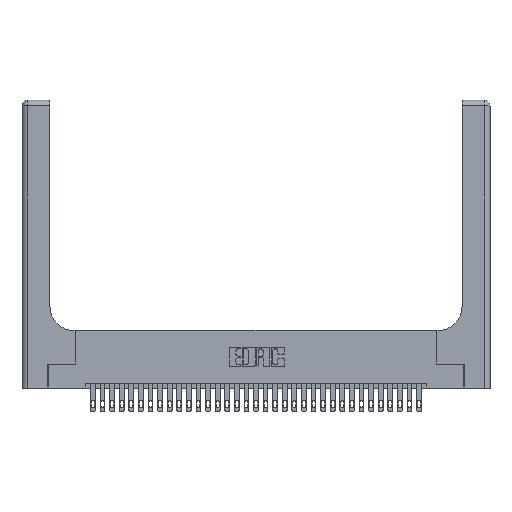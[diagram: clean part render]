
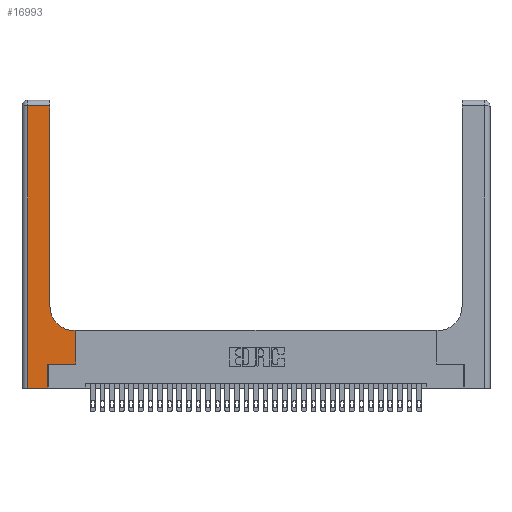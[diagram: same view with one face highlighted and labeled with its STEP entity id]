
A CAD part, top view. The second image highlights one B-rep face of the part: STEP entity #16993.
In plain terms, the highlighted planar face has unit normal (0, 0, 1).
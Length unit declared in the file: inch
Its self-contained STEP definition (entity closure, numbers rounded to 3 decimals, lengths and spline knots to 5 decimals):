
#293 = LINE ( 'NONE', #18292, #15694 ) ;
#385 = VERTEX_POINT ( 'NONE', #22610 ) ;
#552 = CARTESIAN_POINT ( 'NONE',  ( 0.269, 0., 0.37 ) ) ;
#611 = LINE ( 'NONE', #6461, #28984 ) ;
#1023 = CARTESIAN_POINT ( 'NONE',  ( 0.2915, 0.85, 0.37 ) ) ;
#1764 = LINE ( 'NONE', #552, #23243 ) ;
#1844 = CARTESIAN_POINT ( 'NONE',  ( 0.06, 2.94, 0.37 ) ) ;
#2094 = DIRECTION ( 'NONE',  ( 1., 0., 0. ) ) ;
#2709 = CARTESIAN_POINT ( 'NONE',  ( 0.269, 0.25, 0.37 ) ) ;
#3384 = DIRECTION ( 'NONE',  ( 0., 0., -1. ) ) ;
#4101 = DIRECTION ( 'NONE',  ( 0., 1., 0. ) ) ;
#4599 = VERTEX_POINT ( 'NONE', #6290 ) ;
#5284 = ORIENTED_EDGE ( 'NONE', *, *, #6594, .T. ) ;
#6205 = ORIENTED_EDGE ( 'NONE', *, *, #19493, .T. ) ;
#6290 = CARTESIAN_POINT ( 'NONE',  ( 0.5415, 0.6, 0.37 ) ) ;
#6461 = CARTESIAN_POINT ( 'NONE',  ( 0.269, 0.25, 0.37 ) ) ;
#6594 = EDGE_CURVE ( 'NONE', #18428, #8012, #293, .T. ) ;
#7128 = PLANE ( 'NONE',  #26296 ) ;
#7442 = DIRECTION ( 'NONE',  ( 0., 0., -1. ) ) ;
#7986 = VECTOR ( 'NONE', #11121, 39.37008 ) ;
#8012 = VERTEX_POINT ( 'NONE', #1844 ) ;
#8231 = ORIENTED_EDGE ( 'NONE', *, *, #12172, .T. ) ;
#8248 = ORIENTED_EDGE ( 'NONE', *, *, #29868, .T. ) ;
#8420 = ORIENTED_EDGE ( 'NONE', *, *, #12022, .T. ) ;
#8500 = CARTESIAN_POINT ( 'NONE',  ( 0.2915, 0.6, 0.37 ) ) ;
#8650 = DIRECTION ( 'NONE',  ( 0., -1., 0. ) ) ;
#8748 = VERTEX_POINT ( 'NONE', #1023 ) ;
#8983 = AXIS2_PLACEMENT_3D ( 'NONE', #18907, #3384, #21483 ) ;
#8986 = EDGE_CURVE ( 'NONE', #19567, #27732, #14532, .T. ) ;
#9218 = EDGE_CURVE ( 'NONE', #27732, #4599, #14112, .T. ) ;
#9503 = CARTESIAN_POINT ( 'NONE',  ( 0.2915, 3., 0.37 ) ) ;
#10246 = VECTOR ( 'NONE', #2094, 39.37008 ) ;
#11121 = DIRECTION ( 'NONE',  ( -1., 0., 0. ) ) ;
#12022 = EDGE_CURVE ( 'NONE', #385, #28388, #1764, .T. ) ;
#12172 = EDGE_CURVE ( 'NONE', #20359, #385, #17165, .T. ) ;
#12457 = DIRECTION ( 'NONE',  ( -1., 0., 0. ) ) ;
#12603 = EDGE_CURVE ( 'NONE', #8012, #20359, #13495, .T. ) ;
#13146 = VECTOR ( 'NONE', #24900, 39.37008 ) ;
#13495 = LINE ( 'NONE', #24064, #24405 ) ;
#14112 = LINE ( 'NONE', #8500, #7986 ) ;
#14532 = LINE ( 'NONE', #32325, #33147 ) ;
#15080 = CARTESIAN_POINT ( 'NONE',  ( 0.2915, 2.94, 0.37 ) ) ;
#15694 = VECTOR ( 'NONE', #19205, 39.37008 ) ;
#16802 = LINE ( 'NONE', #9503, #13146 ) ;
#16993 = ADVANCED_FACE ( 'NONE', ( #27260 ), #7128, .F. ) ;
#17165 = LINE ( 'NONE', #17637, #10246 ) ;
#17637 = CARTESIAN_POINT ( 'NONE',  ( 0., 0., 0.37 ) ) ;
#18292 = CARTESIAN_POINT ( 'NONE',  ( 0., 2.94, 0.37 ) ) ;
#18428 = VERTEX_POINT ( 'NONE', #15080 ) ;
#18612 = CIRCLE ( 'NONE', #8983, 0.25 ) ;
#18678 = DIRECTION ( 'NONE',  ( 0., 1., 0. ) ) ;
#18907 = CARTESIAN_POINT ( 'NONE',  ( 0.5415, 0.85, 0.37 ) ) ;
#19205 = DIRECTION ( 'NONE',  ( -1., 0., 0. ) ) ;
#19493 = EDGE_CURVE ( 'NONE', #4599, #8748, #18612, .T. ) ;
#19567 = VERTEX_POINT ( 'NONE', #22169 ) ;
#20176 = EDGE_LOOP ( 'NONE', ( #8248, #5284, #31198, #8231, #8420, #22720, #24328, #21652, #6205 ) ) ;
#20359 = VERTEX_POINT ( 'NONE', #30277 ) ;
#21483 = DIRECTION ( 'NONE',  ( 1., 0., 0. ) ) ;
#21652 = ORIENTED_EDGE ( 'NONE', *, *, #9218, .T. ) ;
#21723 = EDGE_CURVE ( 'NONE', #28388, #19567, #611, .T. ) ;
#22169 = CARTESIAN_POINT ( 'NONE',  ( 0.5585, 0.25, 0.37 ) ) ;
#22610 = CARTESIAN_POINT ( 'NONE',  ( 0.269, 0., 0.37 ) ) ;
#22720 = ORIENTED_EDGE ( 'NONE', *, *, #21723, .T. ) ;
#23243 = VECTOR ( 'NONE', #18678, 39.37008 ) ;
#24064 = CARTESIAN_POINT ( 'NONE',  ( 0.06, 3., 0.37 ) ) ;
#24328 = ORIENTED_EDGE ( 'NONE', *, *, #8986, .T. ) ;
#24405 = VECTOR ( 'NONE', #8650, 39.37008 ) ;
#24900 = DIRECTION ( 'NONE',  ( 0., 1., 0. ) ) ;
#25171 = CARTESIAN_POINT ( 'NONE',  ( 0.5585, 0.6, 0.37 ) ) ;
#25207 = CARTESIAN_POINT ( 'NONE',  ( 0., 3., 0.37 ) ) ;
#26296 = AXIS2_PLACEMENT_3D ( 'NONE', #25207, #7442, #12457 ) ;
#27260 = FACE_OUTER_BOUND ( 'NONE', #20176, .T. ) ;
#27732 = VERTEX_POINT ( 'NONE', #25171 ) ;
#28388 = VERTEX_POINT ( 'NONE', #2709 ) ;
#28984 = VECTOR ( 'NONE', #32629, 39.37008 ) ;
#29868 = EDGE_CURVE ( 'NONE', #8748, #18428, #16802, .T. ) ;
#30277 = CARTESIAN_POINT ( 'NONE',  ( 0.06, 0., 0.37 ) ) ;
#31198 = ORIENTED_EDGE ( 'NONE', *, *, #12603, .T. ) ;
#32325 = CARTESIAN_POINT ( 'NONE',  ( 0.5585, 0.25, 0.37 ) ) ;
#32629 = DIRECTION ( 'NONE',  ( 1., 0., 0. ) ) ;
#33147 = VECTOR ( 'NONE', #4101, 39.37008 ) ;
